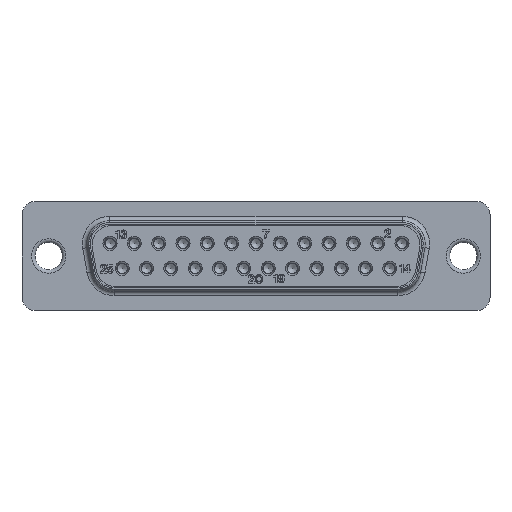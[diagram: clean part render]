
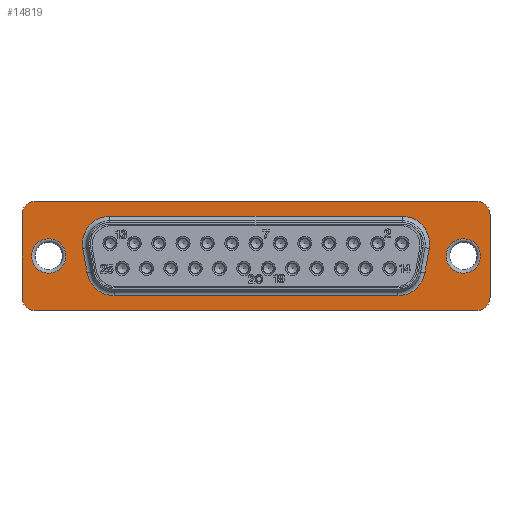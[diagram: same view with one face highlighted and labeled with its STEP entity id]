
A CAD part, top view. The second image highlights one B-rep face of the part: STEP entity #14819.
In plain terms, the highlighted face is planar.
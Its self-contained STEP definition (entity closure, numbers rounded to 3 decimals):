
#1185=CIRCLE('',#17195,1.5);
#1187=CIRCLE('',#17198,1.5);
#1189=CIRCLE('',#17202,1.5);
#1191=CIRCLE('',#17206,1.5);
#1201=CIRCLE('',#17221,3.1);
#1202=CIRCLE('',#17223,3.1);
#1208=CIRCLE('',#17232,3.1);
#1209=CIRCLE('',#17234,3.1);
#1241=CIRCLE('',#17300,1.95);
#1243=CIRCLE('',#17303,1.95);
#4207=ORIENTED_EDGE('',*,*,#6866,.F.);
#4208=ORIENTED_EDGE('',*,*,#6804,.F.);
#4209=ORIENTED_EDGE('',*,*,#6802,.F.);
#4210=ORIENTED_EDGE('',*,*,#6797,.F.);
#4211=ORIENTED_EDGE('',*,*,#6792,.F.);
#4212=ORIENTED_EDGE('',*,*,#6788,.F.);
#4213=ORIENTED_EDGE('',*,*,#6791,.F.);
#4214=ORIENTED_EDGE('',*,*,#6796,.F.);
#4215=ORIENTED_EDGE('',*,*,#6801,.F.);
#4216=ORIENTED_EDGE('',*,*,#6864,.F.);
#4217=ORIENTED_EDGE('',*,*,#6775,.F.);
#4218=ORIENTED_EDGE('',*,*,#6774,.F.);
#4219=ORIENTED_EDGE('',*,*,#6761,.F.);
#4220=ORIENTED_EDGE('',*,*,#6741,.F.);
#4221=ORIENTED_EDGE('',*,*,#6764,.F.);
#4222=ORIENTED_EDGE('',*,*,#6768,.F.);
#4223=ORIENTED_EDGE('',*,*,#6770,.F.);
#4224=ORIENTED_EDGE('',*,*,#6737,.F.);
#6737=EDGE_CURVE('',#8377,#8379,#9545,.T.);
#6741=EDGE_CURVE('',#8381,#8383,#9549,.T.);
#6761=EDGE_CURVE('',#8383,#8399,#1185,.T.);
#6764=EDGE_CURVE('',#8401,#8381,#1187,.T.);
#6768=EDGE_CURVE('',#8403,#8401,#9568,.T.);
#6770=EDGE_CURVE('',#8379,#8403,#1189,.T.);
#6774=EDGE_CURVE('',#8399,#8406,#9572,.T.);
#6775=EDGE_CURVE('',#8406,#8377,#1191,.T.);
#6788=EDGE_CURVE('',#8414,#8413,#9578,.T.);
#6791=EDGE_CURVE('',#8416,#8414,#1201,.T.);
#6792=EDGE_CURVE('',#8413,#8417,#1202,.T.);
#6796=EDGE_CURVE('',#8419,#8416,#9580,.T.);
#6797=EDGE_CURVE('',#8417,#8420,#9581,.T.);
#6801=EDGE_CURVE('',#8422,#8419,#1208,.T.);
#6802=EDGE_CURVE('',#8420,#8423,#1209,.T.);
#6804=EDGE_CURVE('',#8423,#8422,#9582,.T.);
#6864=EDGE_CURVE('',#8457,#8457,#1241,.T.);
#6866=EDGE_CURVE('',#8459,#8459,#1243,.T.);
#8377=VERTEX_POINT('',#28198);
#8379=VERTEX_POINT('',#28201);
#8381=VERTEX_POINT('',#28207);
#8383=VERTEX_POINT('',#28210);
#8399=VERTEX_POINT('',#28252);
#8401=VERTEX_POINT('',#28258);
#8403=VERTEX_POINT('',#28264);
#8406=VERTEX_POINT('',#28274);
#8413=VERTEX_POINT('',#28300);
#8414=VERTEX_POINT('',#28302);
#8416=VERTEX_POINT('',#28308);
#8417=VERTEX_POINT('',#28312);
#8419=VERTEX_POINT('',#28318);
#8420=VERTEX_POINT('',#28322);
#8422=VERTEX_POINT('',#28328);
#8423=VERTEX_POINT('',#28332);
#8457=VERTEX_POINT('',#28462);
#8459=VERTEX_POINT('',#28467);
#9545=LINE('',#28200,#10676);
#9549=LINE('',#28209,#10680);
#9568=LINE('',#28266,#10699);
#9572=LINE('',#28276,#10703);
#9578=LINE('',#28303,#10709);
#9580=LINE('',#28319,#10711);
#9581=LINE('',#28321,#10712);
#9582=LINE('',#28335,#10713);
#10676=VECTOR('',#20219,1000.);
#10680=VECTOR('',#20225,1000.);
#10699=VECTOR('',#20276,1000.);
#10703=VECTOR('',#20288,1000.);
#10709=VECTOR('',#20320,1000.);
#10711=VECTOR('',#20340,1000.);
#10712=VECTOR('',#20343,1000.);
#10713=VECTOR('',#20362,1000.);
#12072=EDGE_LOOP('',(#4207));
#12073=EDGE_LOOP('',(#4208,#4209,#4210,#4211,#4212,#4213,#4214,#4215));
#12074=EDGE_LOOP('',(#4216));
#12075=EDGE_LOOP('',(#4217,#4218,#4219,#4220,#4221,#4222,#4223,#4224));
#13307=FACE_BOUND('',#12072,.T.);
#13308=FACE_BOUND('',#12073,.T.);
#13309=FACE_BOUND('',#12074,.T.);
#13310=FACE_BOUND('',#12075,.T.);
#14021=PLANE('',#17302);
#14819=ADVANCED_FACE('',(#13307,#13308,#13309,#13310),#14021,.F.);
#17195=AXIS2_PLACEMENT_3D('',#28251,#20261,#20262);
#17198=AXIS2_PLACEMENT_3D('',#28257,#20268,#20269);
#17202=AXIS2_PLACEMENT_3D('',#28269,#20280,#20281);
#17206=AXIS2_PLACEMENT_3D('',#28278,#20291,#20292);
#17221=AXIS2_PLACEMENT_3D('',#28309,#20327,#20328);
#17223=AXIS2_PLACEMENT_3D('',#28311,#20331,#20332);
#17232=AXIS2_PLACEMENT_3D('',#28329,#20352,#20353);
#17234=AXIS2_PLACEMENT_3D('',#28331,#20356,#20357);
#17300=AXIS2_PLACEMENT_3D('',#28461,#20518,#20519);
#17302=AXIS2_PLACEMENT_3D('',#28465,#20522,#20523);
#17303=AXIS2_PLACEMENT_3D('',#28466,#20524,#20525);
#20219=DIRECTION('',(-1.,0.,0.));
#20225=DIRECTION('',(1.,0.,0.));
#20261=DIRECTION('',(0.,0.,1.));
#20262=DIRECTION('',(0.707,-0.707,0.));
#20268=DIRECTION('',(0.,0.,1.));
#20269=DIRECTION('',(-0.707,-0.707,0.));
#20276=DIRECTION('',(0.,-1.,0.));
#20280=DIRECTION('',(0.,0.,1.));
#20281=DIRECTION('',(-0.707,0.707,0.));
#20288=DIRECTION('',(0.,1.,0.));
#20291=DIRECTION('',(0.,0.,1.));
#20292=DIRECTION('',(0.707,0.707,0.));
#20320=DIRECTION('',(1.,0.,0.));
#20327=DIRECTION('',(0.,0.,-1.));
#20328=DIRECTION('',(-0.766,0.643,0.));
#20331=DIRECTION('',(0.,0.,-1.));
#20332=DIRECTION('',(0.766,0.643,0.));
#20340=DIRECTION('',(-0.174,0.985,0.));
#20343=DIRECTION('',(-0.174,-0.985,0.));
#20352=DIRECTION('',(0.,0.,-1.));
#20353=DIRECTION('',(-0.643,-0.766,0.));
#20356=DIRECTION('',(0.,0.,-1.));
#20357=DIRECTION('',(0.643,-0.766,0.));
#20362=DIRECTION('',(-1.,0.,0.));
#20518=DIRECTION('',(0.,0.,-1.));
#20519=DIRECTION('',(-1.,0.,0.));
#20522=DIRECTION('',(0.,0.,1.));
#20523=DIRECTION('',(1.,0.,0.));
#20524=DIRECTION('',(0.,0.,-1.));
#20525=DIRECTION('',(-1.,0.,0.));
#28198=CARTESIAN_POINT('',(25.05,6.2,-0.4));
#28200=CARTESIAN_POINT('',(26.55,6.2,-0.4));
#28201=CARTESIAN_POINT('',(-25.05,6.2,-0.4));
#28207=CARTESIAN_POINT('',(-25.05,-6.2,-0.4));
#28209=CARTESIAN_POINT('',(-26.55,-6.2,-0.4));
#28210=CARTESIAN_POINT('',(25.05,-6.2,-0.4));
#28251=CARTESIAN_POINT('',(25.05,-4.7,-0.4));
#28252=CARTESIAN_POINT('',(26.55,-4.7,-0.4));
#28257=CARTESIAN_POINT('',(-25.05,-4.7,-0.4));
#28258=CARTESIAN_POINT('',(-26.55,-4.7,-0.4));
#28264=CARTESIAN_POINT('',(-26.55,4.7,-0.4));
#28266=CARTESIAN_POINT('',(-26.55,6.2,-0.4));
#28269=CARTESIAN_POINT('',(-25.05,4.7,-0.4));
#28274=CARTESIAN_POINT('',(26.55,4.7,-0.4));
#28276=CARTESIAN_POINT('',(26.55,-6.2,-0.4));
#28278=CARTESIAN_POINT('',(25.05,4.7,-0.4));
#28300=CARTESIAN_POINT('',(16.6,4.5,-0.4));
#28302=CARTESIAN_POINT('',(-16.6,4.5,-0.4));
#28303=CARTESIAN_POINT('',(6.612,4.5,-0.4));
#28308=CARTESIAN_POINT('',(-19.653,0.862,-0.4));
#28309=CARTESIAN_POINT('',(-16.6,1.4,-0.4));
#28311=CARTESIAN_POINT('',(16.6,1.4,-0.4));
#28312=CARTESIAN_POINT('',(19.653,0.862,-0.4));
#28318=CARTESIAN_POINT('',(-19.159,-1.938,-0.4));
#28319=CARTESIAN_POINT('',(-19.085,-2.359,-0.4));
#28321=CARTESIAN_POINT('',(19.237,-1.498,-0.4));
#28322=CARTESIAN_POINT('',(19.159,-1.938,-0.4));
#28328=CARTESIAN_POINT('',(-16.106,-4.5,-0.4));
#28329=CARTESIAN_POINT('',(-16.106,-1.4,-0.4));
#28331=CARTESIAN_POINT('',(16.106,-1.4,-0.4));
#28332=CARTESIAN_POINT('',(16.106,-4.5,-0.4));
#28335=CARTESIAN_POINT('',(6.612,-4.5,-0.4));
#28461=CARTESIAN_POINT('',(-23.52,0.,-0.4));
#28462=CARTESIAN_POINT('',(-25.47,0.,-0.4));
#28465=CARTESIAN_POINT('',(13.223,0.017,-0.4));
#28466=CARTESIAN_POINT('',(23.52,0.,-0.4));
#28467=CARTESIAN_POINT('',(21.57,0.,-0.4));
